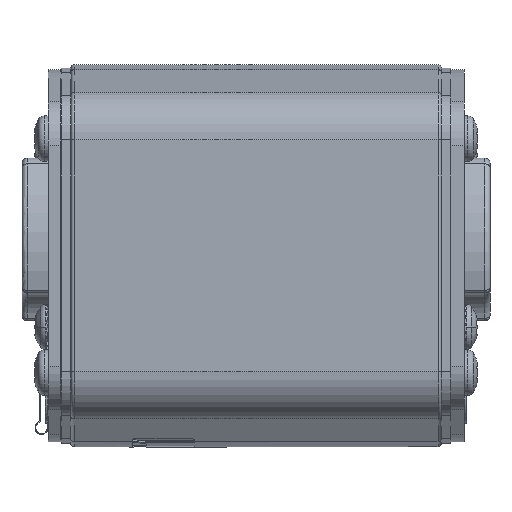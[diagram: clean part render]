
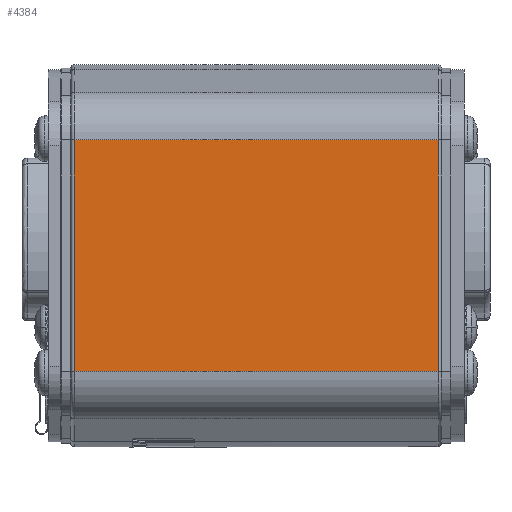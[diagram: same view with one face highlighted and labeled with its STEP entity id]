
A CAD part, front view. The second image highlights one B-rep face of the part: STEP entity #4384.
In plain terms, the highlighted planar face has unit normal (0, -1, 0).
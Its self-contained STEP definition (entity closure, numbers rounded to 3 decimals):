
#448=DIRECTION('',(0.,0.,-1.));
#449=VECTOR('',#448,35.626);
#450=CARTESIAN_POINT('',(-28.,-27.,17.813));
#451=LINE('',#450,#449);
#1148=DIRECTION('',(1.,0.,0.));
#1149=VECTOR('',#1148,56.);
#1150=CARTESIAN_POINT('',(-28.,-27.,-17.813));
#1151=LINE('',#1150,#1149);
#1169=DIRECTION('',(-1.,0.,0.));
#1170=VECTOR('',#1169,56.);
#1171=CARTESIAN_POINT('',(28.,-27.,17.813));
#1172=LINE('',#1171,#1170);
#1515=DIRECTION('',(0.,0.,1.));
#1516=VECTOR('',#1515,35.626);
#1517=CARTESIAN_POINT('',(28.,-27.,-17.813));
#1518=LINE('',#1517,#1516);
#3355=CARTESIAN_POINT('',(28.,-27.,17.813));
#3356=VERTEX_POINT('',#3355);
#3357=CARTESIAN_POINT('',(28.,-27.,-17.813));
#3358=VERTEX_POINT('',#3357);
#3381=CARTESIAN_POINT('',(-28.,-27.,-17.813));
#3382=VERTEX_POINT('',#3381);
#3383=CARTESIAN_POINT('',(-28.,-27.,17.813));
#3384=VERTEX_POINT('',#3383);
#4371=CARTESIAN_POINT('',(-28.5,-27.,17.813));
#4372=DIRECTION('',(0.,-1.,0.));
#4373=DIRECTION('',(0.,0.,-1.));
#4374=AXIS2_PLACEMENT_3D('',#4371,#4372,#4373);
#4375=PLANE('',#4374);
#4376=ORIENTED_EDGE('',*,*,#3746,.F.);
#4378=ORIENTED_EDGE('',*,*,#4377,.F.);
#4380=ORIENTED_EDGE('',*,*,#4379,.F.);
#4381=ORIENTED_EDGE('',*,*,#4363,.F.);
#4382=EDGE_LOOP('',(#4376,#4378,#4380,#4381));
#4383=FACE_OUTER_BOUND('',#4382,.F.);
#3746=EDGE_CURVE('',#3384,#3382,#451,.T.);
#4363=EDGE_CURVE('',#3382,#3358,#1151,.T.);
#4377=EDGE_CURVE('',#3356,#3384,#1172,.T.);
#4379=EDGE_CURVE('',#3358,#3356,#1518,.T.);
#4384=ADVANCED_FACE('',(#4383),#4375,.T.);
